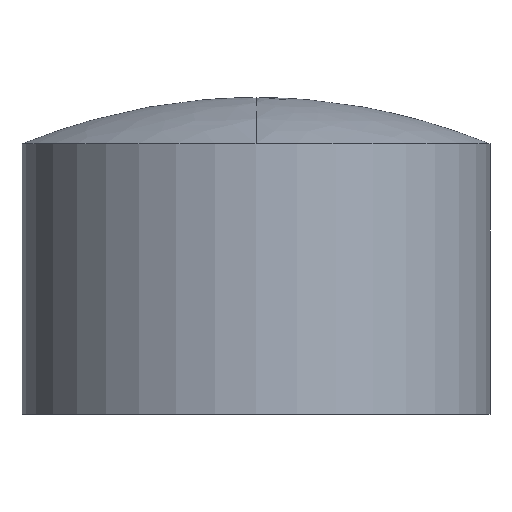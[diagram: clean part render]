
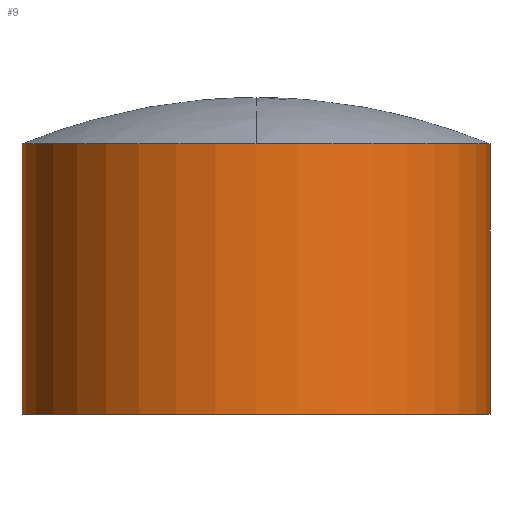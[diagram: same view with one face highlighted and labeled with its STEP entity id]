
A CAD part, front view. The second image highlights one B-rep face of the part: STEP entity #9.
In plain terms, the highlighted cylindrical face has radius 3 mm (diameter 6 mm), a partial arc.
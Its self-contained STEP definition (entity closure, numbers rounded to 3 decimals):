
#1 = EDGE_CURVE ( 'NONE', #45, #43, #74, .T. ) ;
#9 = ADVANCED_FACE ( 'NONE', ( #282 ), #288, .T. ) ;
#11 = ORIENTED_EDGE ( 'NONE', *, *, #1, .T. ) ;
#12 = ORIENTED_EDGE ( 'NONE', *, *, #41, .F. ) ;
#13 = ORIENTED_EDGE ( 'NONE', *, *, #57, .T. ) ;
#16 = EDGE_CURVE ( 'NONE', #81, #42, #122, .T. ) ;
#17 = EDGE_LOOP ( 'NONE', ( #12, #11, #13, #18, #19 ) ) ;
#18 = ORIENTED_EDGE ( 'NONE', *, *, #39, .T. ) ;
#19 = ORIENTED_EDGE ( 'NONE', *, *, #16, .T. ) ;
#34 = VERTEX_POINT ( 'NONE', #229 ) ;
#39 = EDGE_CURVE ( 'NONE', #34, #81, #426, .T. ) ;
#41 = EDGE_CURVE ( 'NONE', #45, #42, #414, .T. ) ;
#42 = VERTEX_POINT ( 'NONE', #427 ) ;
#43 = VERTEX_POINT ( 'NONE', #416 ) ;
#45 = VERTEX_POINT ( 'NONE', #421 ) ;
#57 = EDGE_CURVE ( 'NONE', #43, #34, #383, .T. ) ;
#61 = DIRECTION ( 'NONE',  ( 0., 0., 1. ) ) ;
#69 = DIRECTION ( 'NONE',  ( 1., 0., 0. ) ) ;
#70 = AXIS2_PLACEMENT_3D ( 'NONE', #85, #61, #69 ) ;
#74 = CIRCLE ( 'NONE', #70, 3. ) ;
#81 = VERTEX_POINT ( 'NONE', #373 ) ;
#85 = CARTESIAN_POINT ( 'NONE',  ( 0., 0., -0.063 ) ) ;
#122 = CIRCLE ( 'NONE', #313, 3. ) ;
#124 = DIRECTION ( 'NONE',  ( 0., 0., 1. ) ) ;
#125 = CARTESIAN_POINT ( 'NONE',  ( 0., 0., -0.063 ) ) ;
#126 = DIRECTION ( 'NONE',  ( 1., 0., 0. ) ) ;
#229 = CARTESIAN_POINT ( 'NONE',  ( 3., 0., 3.407 ) ) ;
#279 = AXIS2_PLACEMENT_3D ( 'NONE', #125, #124, #126 ) ;
#282 = FACE_OUTER_BOUND ( 'NONE', #17, .T. ) ;
#288 = CYLINDRICAL_SURFACE ( 'NONE', #279, 3. ) ;
#310 = DIRECTION ( 'NONE',  ( 1., 0., 0. ) ) ;
#311 = DIRECTION ( 'NONE',  ( 0., 0., -1. ) ) ;
#312 = CARTESIAN_POINT ( 'NONE',  ( 0., 0., 3.407 ) ) ;
#313 = AXIS2_PLACEMENT_3D ( 'NONE', #312, #311, #310 ) ;
#373 = CARTESIAN_POINT ( 'NONE',  ( 0., -3., 3.407 ) ) ;
#376 = DIRECTION ( 'NONE',  ( 0., 0., 1. ) ) ;
#378 = VECTOR ( 'NONE', #376, 1000. ) ;
#382 = CARTESIAN_POINT ( 'NONE',  ( 3., 0., -0.063 ) ) ;
#383 = LINE ( 'NONE', #382, #378 ) ;
#412 = DIRECTION ( 'NONE',  ( 0., 0., 1. ) ) ;
#413 = VECTOR ( 'NONE', #412, 1000. ) ;
#414 = LINE ( 'NONE', #429, #413 ) ;
#416 = CARTESIAN_POINT ( 'NONE',  ( 3., 0., -0.063 ) ) ;
#421 = CARTESIAN_POINT ( 'NONE',  ( -3., 0., -0.063 ) ) ;
#422 = DIRECTION ( 'NONE',  ( 1., 0., 0. ) ) ;
#423 = DIRECTION ( 'NONE',  ( 0., 0., -1. ) ) ;
#424 = CARTESIAN_POINT ( 'NONE',  ( 0., 0., 3.407 ) ) ;
#425 = AXIS2_PLACEMENT_3D ( 'NONE', #424, #423, #422 ) ;
#426 = CIRCLE ( 'NONE', #425, 3. ) ;
#427 = CARTESIAN_POINT ( 'NONE',  ( -3., 0., 3.407 ) ) ;
#429 = CARTESIAN_POINT ( 'NONE',  ( -3., 0., -0.063 ) ) ;
